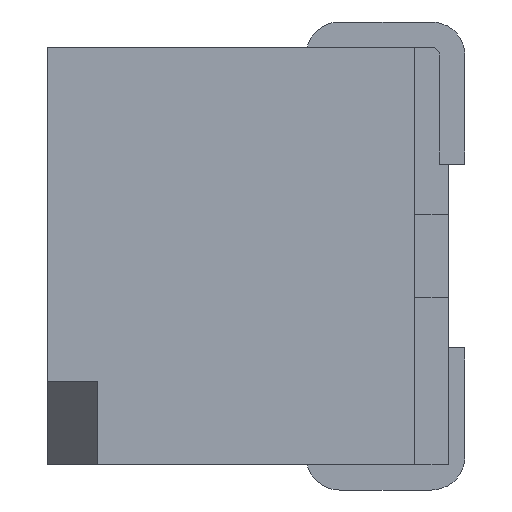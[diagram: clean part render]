
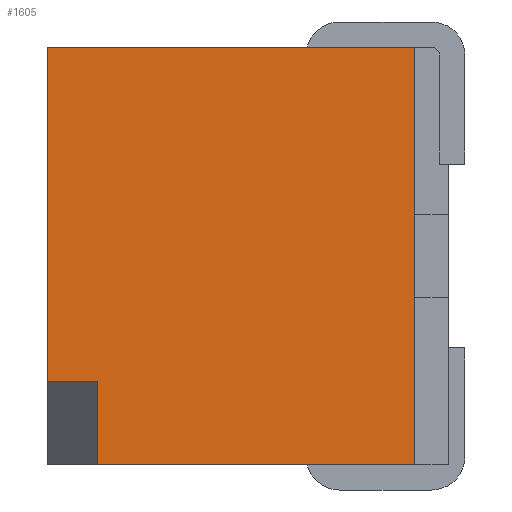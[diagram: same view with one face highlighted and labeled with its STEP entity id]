
A CAD part, left-side view. The second image highlights one B-rep face of the part: STEP entity #1605.
In plain terms, the highlighted planar face has unit normal (-1, 0, 0).
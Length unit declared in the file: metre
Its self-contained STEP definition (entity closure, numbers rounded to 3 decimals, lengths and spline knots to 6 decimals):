
#317=ORIENTED_EDGE('',*,*,#697,.T.);
#318=ORIENTED_EDGE('',*,*,#654,.T.);
#319=ORIENTED_EDGE('',*,*,#698,.F.);
#320=ORIENTED_EDGE('',*,*,#691,.T.);
#321=ORIENTED_EDGE('',*,*,#699,.T.);
#322=ORIENTED_EDGE('',*,*,#700,.F.);
#654=EDGE_CURVE('',#857,#856,#1008,.T.);
#691=EDGE_CURVE('',#884,#882,#1045,.T.);
#697=EDGE_CURVE('',#888,#857,#1051,.T.);
#698=EDGE_CURVE('',#884,#856,#1052,.T.);
#699=EDGE_CURVE('',#882,#889,#1053,.T.);
#700=EDGE_CURVE('',#888,#889,#1054,.T.);
#856=VERTEX_POINT('',#2650);
#857=VERTEX_POINT('',#2652);
#882=VERTEX_POINT('',#2724);
#884=VERTEX_POINT('',#2727);
#888=VERTEX_POINT('',#2738);
#889=VERTEX_POINT('',#2741);
#1008=LINE('',#2651,#1198);
#1045=LINE('',#2726,#1235);
#1051=LINE('',#2737,#1241);
#1052=LINE('',#2739,#1242);
#1053=LINE('',#2740,#1243);
#1054=LINE('',#2742,#1244);
#1198=VECTOR('',#2200,1.);
#1235=VECTOR('',#2259,1.);
#1241=VECTOR('',#2267,1.);
#1242=VECTOR('',#2268,1.);
#1243=VECTOR('',#2269,1.);
#1244=VECTOR('',#2270,1.);
#1365=EDGE_LOOP('',(#317,#318,#319,#320,#321,#322));
#1453=FACE_BOUND('',#1365,.T.);
#1529=PLANE('',#1971);
#1605=ADVANCED_FACE('',(#1453),#1529,.F.);
#1971=AXIS2_PLACEMENT_3D('',#2736,#2265,#2266);
#2200=DIRECTION('',(0.,0.,1.));
#2259=DIRECTION('',(0.,0.,-1.));
#2265=DIRECTION('',(1.,0.,0.));
#2266=DIRECTION('',(0.,0.,-1.));
#2267=DIRECTION('',(0.,-1.,0.));
#2268=DIRECTION('',(0.,-1.,0.));
#2269=DIRECTION('',(0.,-1.,0.));
#2270=DIRECTION('',(0.,0.,1.));
#2650=CARTESIAN_POINT('',(-0.0027,0.0002,0.00125));
#2651=CARTESIAN_POINT('',(-0.0027,0.0002,0.00125));
#2652=CARTESIAN_POINT('',(-0.0027,0.0002,-0.00125));
#2724=CARTESIAN_POINT('',(-0.0027,0.0024,-0.00075));
#2726=CARTESIAN_POINT('',(-0.0027,0.0024,0.00125));
#2727=CARTESIAN_POINT('',(-0.0027,0.0024,0.00125));
#2736=CARTESIAN_POINT('',(-0.0027,0.0024,0.00125));
#2737=CARTESIAN_POINT('',(-0.0027,0.0024,-0.00125));
#2738=CARTESIAN_POINT('',(-0.0027,0.0021,-0.00125));
#2739=CARTESIAN_POINT('',(-0.0027,0.0024,0.00125));
#2740=CARTESIAN_POINT('',(-0.0027,0.0027,-0.00075));
#2741=CARTESIAN_POINT('',(-0.0027,0.0021,-0.00075));
#2742=CARTESIAN_POINT('',(-0.0027,0.0021,-0.00125));
